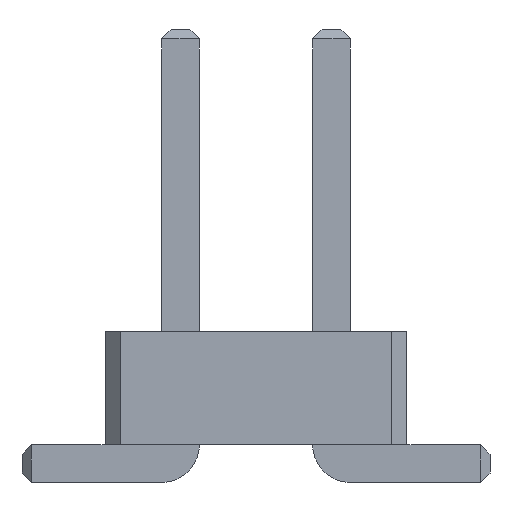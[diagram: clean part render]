
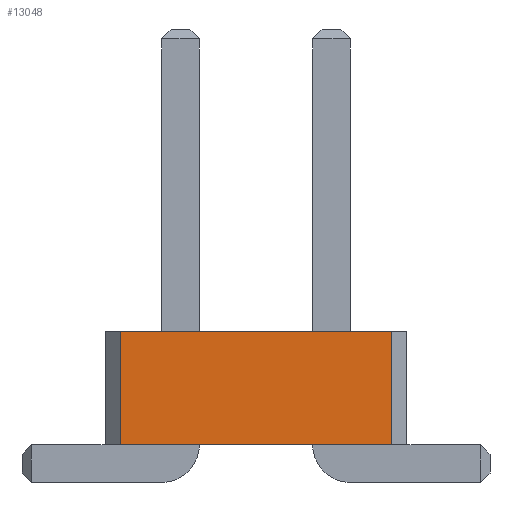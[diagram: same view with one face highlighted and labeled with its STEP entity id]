
A CAD part, front view. The second image highlights one B-rep face of the part: STEP entity #13048.
In plain terms, the highlighted planar face has unit normal (0, -1, 0).
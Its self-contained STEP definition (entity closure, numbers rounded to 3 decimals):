
#2366 = VERTEX_POINT('',#2367);
#2367 = CARTESIAN_POINT('',(1.8,-31.,0.5));
#2373 = EDGE_CURVE('',#2374,#2366,#2376,.T.);
#2374 = VERTEX_POINT('',#2375);
#2375 = CARTESIAN_POINT('',(-1.8,-31.,0.5));
#2376 = LINE('',#2377,#2378);
#2377 = CARTESIAN_POINT('',(-1.8,-31.,0.5));
#2378 = VECTOR('',#2379,1.);
#2379 = DIRECTION('',(1.,0.,0.));
#5334 = VERTEX_POINT('',#5335);
#5335 = CARTESIAN_POINT('',(1.8,-31.,2.));
#5341 = EDGE_CURVE('',#5342,#5334,#5344,.T.);
#5342 = VERTEX_POINT('',#5343);
#5343 = CARTESIAN_POINT('',(-1.8,-31.,2.));
#5344 = LINE('',#5345,#5346);
#5345 = CARTESIAN_POINT('',(-1.8,-31.,2.));
#5346 = VECTOR('',#5347,1.);
#5347 = DIRECTION('',(1.,0.,0.));
#13037 = EDGE_CURVE('',#2374,#5342,#13038,.T.);
#13038 = LINE('',#13039,#13040);
#13039 = CARTESIAN_POINT('',(-1.8,-31.,0.5));
#13040 = VECTOR('',#13041,1.);
#13041 = DIRECTION('',(0.,0.,1.));
#13048 = ADVANCED_FACE('',(#13049),#13060,.F.);
#13049 = FACE_BOUND('',#13050,.F.);
#13050 = EDGE_LOOP('',(#13051,#13052,#13053,#13059));
#13051 = ORIENTED_EDGE('',*,*,#13037,.T.);
#13052 = ORIENTED_EDGE('',*,*,#5341,.T.);
#13053 = ORIENTED_EDGE('',*,*,#13054,.F.);
#13054 = EDGE_CURVE('',#2366,#5334,#13055,.T.);
#13055 = LINE('',#13056,#13057);
#13056 = CARTESIAN_POINT('',(1.8,-31.,0.5));
#13057 = VECTOR('',#13058,1.);
#13058 = DIRECTION('',(0.,0.,1.));
#13059 = ORIENTED_EDGE('',*,*,#2373,.F.);
#13060 = PLANE('',#13061);
#13061 = AXIS2_PLACEMENT_3D('',#13062,#13063,#13064);
#13062 = CARTESIAN_POINT('',(-1.8,-31.,0.5));
#13063 = DIRECTION('',(0.,1.,0.));
#13064 = DIRECTION('',(1.,0.,0.));
